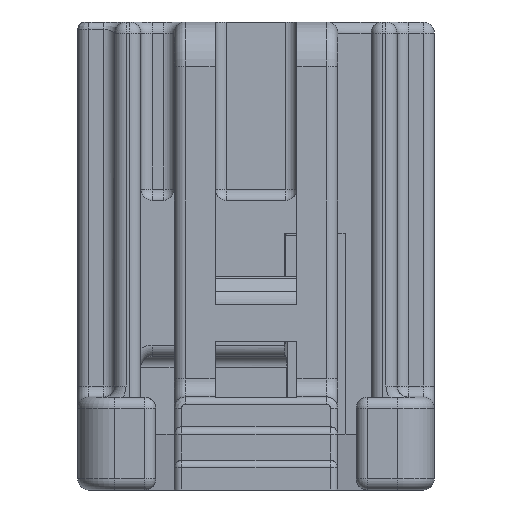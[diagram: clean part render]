
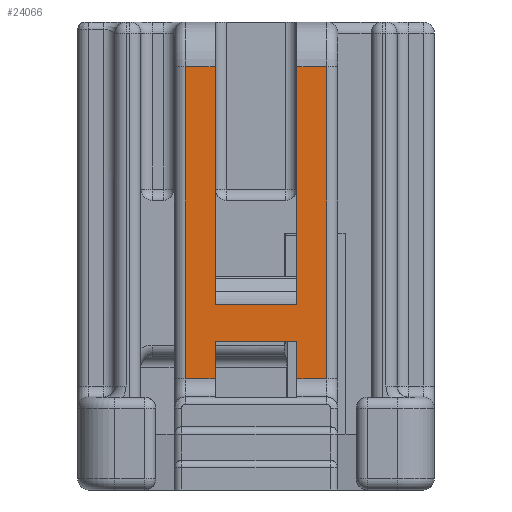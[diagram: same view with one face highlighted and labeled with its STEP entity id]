
A CAD part, front view. The second image highlights one B-rep face of the part: STEP entity #24066.
In plain terms, the highlighted planar face has unit normal (0, -1, 0).
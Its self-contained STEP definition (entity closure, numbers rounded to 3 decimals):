
#351=DIRECTION('',(0.,0.,-1.));
#352=VECTOR('',#351,1.);
#353=CARTESIAN_POINT('',(1.1,-10.2,-8.6));
#354=LINE('',#353,#352);
#1055=DIRECTION('',(1.,0.,0.));
#1056=VECTOR('',#1055,0.8);
#1057=CARTESIAN_POINT('',(1.1,-10.2,-9.6));
#1058=LINE('',#1057,#1056);
#1124=DIRECTION('',(0.,0.,-1.));
#1125=VECTOR('',#1124,8.4);
#1126=CARTESIAN_POINT('',(-1.9,-10.2,-1.2));
#1127=LINE('',#1126,#1125);
#2911=DIRECTION('',(0.,0.,1.));
#2912=VECTOR('',#2911,8.4);
#2913=CARTESIAN_POINT('',(1.9,-10.2,-9.6));
#2914=LINE('',#2913,#2912);
#2915=DIRECTION('',(0.,0.,1.));
#2916=VECTOR('',#2915,6.407);
#2917=CARTESIAN_POINT('',(1.1,-10.2,-7.607));
#2918=LINE('',#2917,#2916);
#2919=DIRECTION('',(0.,0.,-1.));
#2920=VECTOR('',#2919,1.);
#2921=CARTESIAN_POINT('',(-1.1,-10.2,-8.6));
#2922=LINE('',#2921,#2920);
#2923=DIRECTION('',(0.,0.,-1.));
#2924=VECTOR('',#2923,6.407);
#2925=CARTESIAN_POINT('',(-1.1,-10.2,-1.2));
#2926=LINE('',#2925,#2924);
#2927=DIRECTION('',(-1.,0.,0.));
#2928=VECTOR('',#2927,2.2);
#2929=CARTESIAN_POINT('',(1.1,-10.2,-7.607));
#2930=LINE('',#2929,#2928);
#2955=DIRECTION('',(1.,0.,0.));
#2956=VECTOR('',#2955,2.2);
#2957=CARTESIAN_POINT('',(-1.1,-10.2,-8.6));
#2958=LINE('',#2957,#2956);
#2959=DIRECTION('',(-1.,0.,0.));
#2960=VECTOR('',#2959,0.8);
#2961=CARTESIAN_POINT('',(1.9,-10.2,-1.2));
#2962=LINE('',#2961,#2960);
#2971=DIRECTION('',(1.,0.,0.));
#2972=VECTOR('',#2971,0.8);
#2973=CARTESIAN_POINT('',(-1.9,-10.2,-9.6));
#2974=LINE('',#2973,#2972);
#2979=DIRECTION('',(-1.,0.,0.));
#2980=VECTOR('',#2979,0.8);
#2981=CARTESIAN_POINT('',(-1.1,-10.2,-1.2));
#2982=LINE('',#2981,#2980);
#17978=CARTESIAN_POINT('',(-1.1,-10.2,-9.6));
#17979=VERTEX_POINT('',#17978);
#17980=CARTESIAN_POINT('',(-1.1,-10.2,-8.6));
#17981=VERTEX_POINT('',#17980);
#17992=CARTESIAN_POINT('',(-1.1,-10.2,-7.607));
#17993=VERTEX_POINT('',#17992);
#17994=CARTESIAN_POINT('',(-1.1,-10.2,-1.2));
#17995=VERTEX_POINT('',#17994);
#18002=CARTESIAN_POINT('',(1.1,-10.2,-1.2));
#18003=VERTEX_POINT('',#18002);
#18004=CARTESIAN_POINT('',(1.1,-10.2,-7.607));
#18005=VERTEX_POINT('',#18004);
#18016=CARTESIAN_POINT('',(1.1,-10.2,-8.6));
#18017=VERTEX_POINT('',#18016);
#18018=CARTESIAN_POINT('',(1.1,-10.2,-9.6));
#18019=VERTEX_POINT('',#18018);
#18040=CARTESIAN_POINT('',(-1.9,-10.2,-1.2));
#18041=VERTEX_POINT('',#18040);
#18042=CARTESIAN_POINT('',(1.9,-10.2,-1.2));
#18043=VERTEX_POINT('',#18042);
#18130=CARTESIAN_POINT('',(1.9,-10.2,-9.6));
#18131=VERTEX_POINT('',#18130);
#18134=CARTESIAN_POINT('',(-1.9,-10.2,-9.6));
#18135=VERTEX_POINT('',#18134);
#24042=CARTESIAN_POINT('',(-2.2,-10.2,-12.6));
#24043=DIRECTION('',(0.,1.,0.));
#24044=DIRECTION('',(0.,0.,1.));
#24045=AXIS2_PLACEMENT_3D('',#24042,#24043,#24044);
#24046=PLANE('',#24045);
#24048=ORIENTED_EDGE('',*,*,#24047,.F.);
#24049=ORIENTED_EDGE('',*,*,#20231,.T.);
#24051=ORIENTED_EDGE('',*,*,#24050,.F.);
#24052=ORIENTED_EDGE('',*,*,#24036,.F.);
#24053=ORIENTED_EDGE('',*,*,#21164,.F.);
#24054=ORIENTED_EDGE('',*,*,#20245,.F.);
#24056=ORIENTED_EDGE('',*,*,#24055,.F.);
#24057=ORIENTED_EDGE('',*,*,#20392,.T.);
#24059=ORIENTED_EDGE('',*,*,#24058,.F.);
#24060=ORIENTED_EDGE('',*,*,#21306,.F.);
#24062=ORIENTED_EDGE('',*,*,#24061,.F.);
#24063=ORIENTED_EDGE('',*,*,#20406,.T.);
#24064=EDGE_LOOP('',(#24048,#24049,#24051,#24052,#24053,#24054,#24056,#24057,
#24059,#24060,#24062,#24063));
#24065=FACE_OUTER_BOUND('',#24064,.F.);
#24066=ADVANCED_FACE('',(#24065),#24046,.F.);
#20231=EDGE_CURVE('',#18005,#18003,#2918,.T.);
#20245=EDGE_CURVE('',#18017,#18019,#354,.T.);
#20392=EDGE_CURVE('',#17981,#17979,#2922,.T.);
#20406=EDGE_CURVE('',#17995,#17993,#2926,.T.);
#21164=EDGE_CURVE('',#18019,#18131,#1058,.T.);
#21306=EDGE_CURVE('',#18041,#18135,#1127,.T.);
#24036=EDGE_CURVE('',#18131,#18043,#2914,.T.);
#24047=EDGE_CURVE('',#18005,#17993,#2930,.T.);
#24050=EDGE_CURVE('',#18043,#18003,#2962,.T.);
#24055=EDGE_CURVE('',#17981,#18017,#2958,.T.);
#24058=EDGE_CURVE('',#18135,#17979,#2974,.T.);
#24061=EDGE_CURVE('',#17995,#18041,#2982,.T.);
